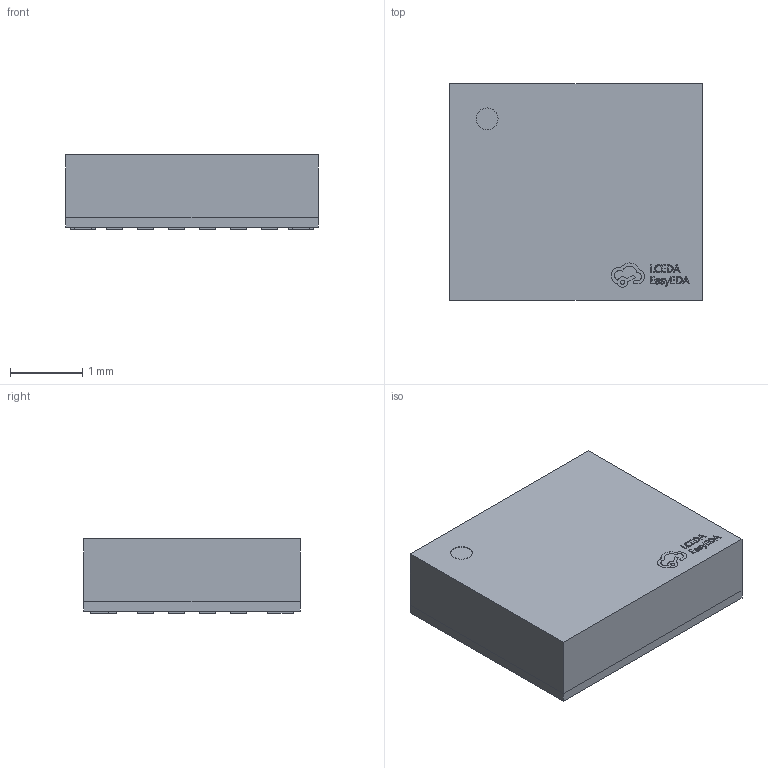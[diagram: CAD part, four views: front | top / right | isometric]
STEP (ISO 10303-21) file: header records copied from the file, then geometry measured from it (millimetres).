
FILE_DESCRIPTION (( 'STEP AP214' ), '1' );
FILE_NAME ('LGA-24_L3.5-W3.0-P0.43-TL.step', '2022-07-04T13:27:41', ( '' ), ( '' ), 'SwSTEP 2.0', 'SolidWorks 2020', '' );
FILE_SCHEMA (( 'AUTOMOTIVE_DESIGN' ));
Length unit declared in the file: millimetre
Products named in the file (1): LGA-24_L3.5-W3.0-P0.43-TL
Bounding box: 3.5 x 3 x 1.03 mm (x, y, z)
Volume: 10.6 mm3; surface area: 55.9 mm2
Topology: 2 solids, 2 shells, 418 faces, 1089 edges, 726 vertices
Faces by surface type: plane 304, bspline 114
Entity records: 18063 total; most frequent: CARTESIAN_POINT 4015, ORIENTED_EDGE 2178, DIRECTION 1424, EDGE_CURVE 1089, VECTOR 814, LINE 814, VERTEX_POINT 726, EDGE_LOOP 469
